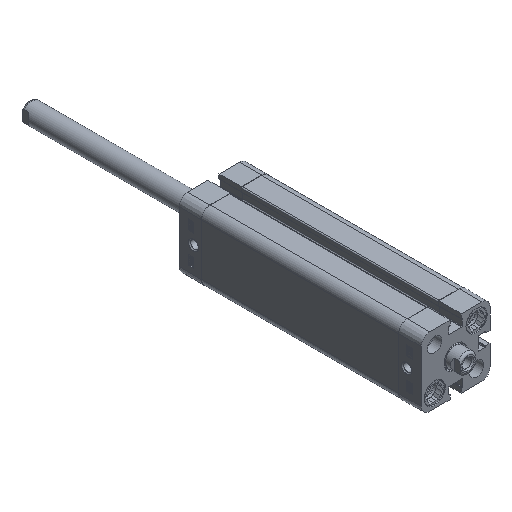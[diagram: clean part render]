
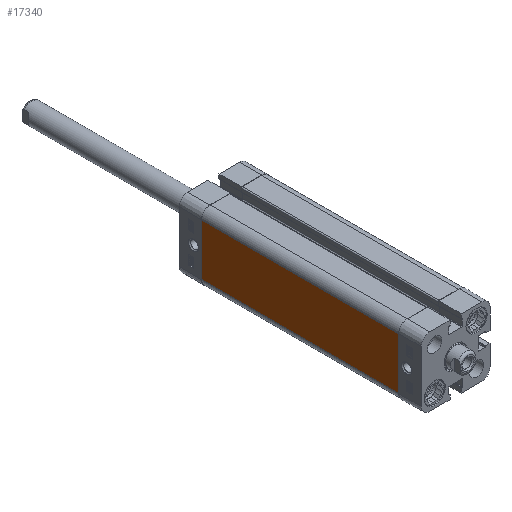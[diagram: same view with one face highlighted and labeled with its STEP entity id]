
A CAD part, isometric view. The second image highlights one B-rep face of the part: STEP entity #17340.
In plain terms, the highlighted planar face has unit normal (-1, 0, 0).
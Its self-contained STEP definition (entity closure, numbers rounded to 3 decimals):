
#16826=CARTESIAN_POINT('',(-18.,-51.75,13.5));
#16827=VERTEX_POINT('',#16826);
#16835=CARTESIAN_POINT('',(-18.,-51.75,-13.5));
#16836=VERTEX_POINT('',#16835);
#16837=CARTESIAN_POINT('',(-18.,-51.75,-13.5));
#16838=DIRECTION('',(0.0,0.0,1.0));
#16839=VECTOR('',#16838,27.0);
#16840=LINE('',#16837,#16839);
#16841=EDGE_CURVE('',#16836,#16827,#16840,.T.);
#17310=CARTESIAN_POINT('',(-18.,0.0,13.5));
#17311=DIRECTION('',(-1.0,0.0,0.0));
#17312=DIRECTION('',(0.0,0.0,1.0));
#17313=AXIS2_PLACEMENT_3D('',#17310,#17311,#17312);
#17314=PLANE('',#17313);
#17315=CARTESIAN_POINT('',(-18.,51.75,13.5));
#17316=VERTEX_POINT('',#17315);
#17317=CARTESIAN_POINT('',(-18.,51.75,-13.5));
#17318=VERTEX_POINT('',#17317);
#17319=CARTESIAN_POINT('',(-18.,51.75,13.5));
#17320=DIRECTION('',(0.0,0.0,-1.0));
#17321=VECTOR('',#17320,27.0);
#17322=LINE('',#17319,#17321);
#17323=EDGE_CURVE('',#17316,#17318,#17322,.T.);
#17324=ORIENTED_EDGE('',*,*,#17323,.T.);
#17325=CARTESIAN_POINT('',(-18.,51.75,-13.5));
#17326=DIRECTION('',(0.0,-1.0,0.0));
#17327=VECTOR('',#17326,103.5);
#17328=LINE('',#17325,#17327);
#17329=EDGE_CURVE('',#17318,#16836,#17328,.T.);
#17330=ORIENTED_EDGE('',*,*,#17329,.T.);
#17331=ORIENTED_EDGE('',*,*,#16841,.T.);
#17332=CARTESIAN_POINT('',(-18.,51.75,13.5));
#17333=DIRECTION('',(0.0,-1.0,0.0));
#17334=VECTOR('',#17333,103.5);
#17335=LINE('',#17332,#17334);
#17336=EDGE_CURVE('',#17316,#16827,#17335,.T.);
#17337=ORIENTED_EDGE('',*,*,#17336,.F.);
#17338=EDGE_LOOP('',(#17324,#17330,#17331,#17337));
#17339=FACE_OUTER_BOUND('',#17338,.T.);
#17340=ADVANCED_FACE('',(#17339),#17314,.T.);
